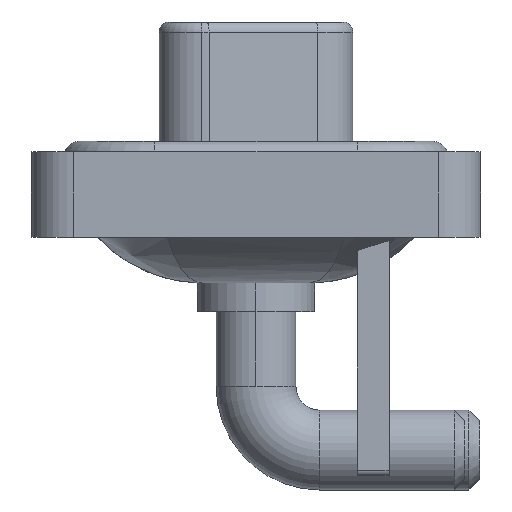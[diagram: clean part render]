
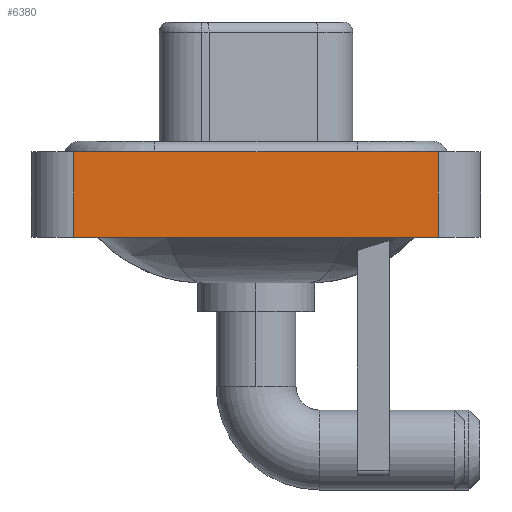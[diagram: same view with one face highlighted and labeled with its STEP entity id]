
A CAD part, left-side view. The second image highlights one B-rep face of the part: STEP entity #6380.
In plain terms, the highlighted planar face has unit normal (-1, 0, 0).
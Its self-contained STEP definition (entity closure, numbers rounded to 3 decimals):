
#765 = LINE ( 'NONE', #17823, #19517 ) ;
#2264 = DIRECTION ( 'NONE',  ( 0., -1., 0. ) ) ;
#2412 = VECTOR ( 'NONE', #12765, 1000. ) ;
#4327 = EDGE_CURVE ( 'NONE', #7796, #15903, #18104, .T. ) ;
#4330 = PLANE ( 'NONE',  #18617 ) ;
#5770 = FACE_OUTER_BOUND ( 'NONE', #12261, .T. ) ;
#5888 = VECTOR ( 'NONE', #12710, 1000. ) ;
#6380 = ADVANCED_FACE ( 'NONE', ( #5770 ), #4330, .T. ) ;
#6968 = CARTESIAN_POINT ( 'NONE',  ( -7.3, 8.55, -3.6 ) ) ;
#7299 = ORIENTED_EDGE ( 'NONE', *, *, #17020, .F. ) ;
#7796 = VERTEX_POINT ( 'NONE', #13037 ) ;
#8127 = CARTESIAN_POINT ( 'NONE',  ( -7.3, -8.55, -3.6 ) ) ;
#8865 = DIRECTION ( 'NONE',  ( 0., 0., 1. ) ) ;
#9062 = CARTESIAN_POINT ( 'NONE',  ( -7.3, -8.55, -3.6 ) ) ;
#9755 = CARTESIAN_POINT ( 'NONE',  ( -7.3, 8.55, -3.6 ) ) ;
#10490 = EDGE_CURVE ( 'NONE', #16468, #15903, #765, .T. ) ;
#10545 = DIRECTION ( 'NONE',  ( 0., 0., 1. ) ) ;
#12241 = ORIENTED_EDGE ( 'NONE', *, *, #19745, .T. ) ;
#12261 = EDGE_LOOP ( 'NONE', ( #14836, #19445, #7299, #12241 ) ) ;
#12710 = DIRECTION ( 'NONE',  ( 0., -1., 0. ) ) ;
#12765 = DIRECTION ( 'NONE',  ( 0., 0., 1. ) ) ;
#12791 = CARTESIAN_POINT ( 'NONE',  ( -7.3, 8.55, 0.4 ) ) ;
#13037 = CARTESIAN_POINT ( 'NONE',  ( -7.3, -8.55, -3.6 ) ) ;
#14247 = LINE ( 'NONE', #8127, #5888 ) ;
#14836 = ORIENTED_EDGE ( 'NONE', *, *, #4327, .T. ) ;
#14867 = VECTOR ( 'NONE', #8865, 1000. ) ;
#15903 = VERTEX_POINT ( 'NONE', #19854 ) ;
#15908 = LINE ( 'NONE', #6968, #2412 ) ;
#16116 = VERTEX_POINT ( 'NONE', #9755 ) ;
#16468 = VERTEX_POINT ( 'NONE', #12791 ) ;
#16628 = CARTESIAN_POINT ( 'NONE',  ( -7.3, -8.55, -3.6 ) ) ;
#17020 = EDGE_CURVE ( 'NONE', #16116, #16468, #15908, .T. ) ;
#17823 = CARTESIAN_POINT ( 'NONE',  ( -7.3, -8.55, 0.4 ) ) ;
#18104 = LINE ( 'NONE', #9062, #14867 ) ;
#18145 = DIRECTION ( 'NONE',  ( -1., 0., 0. ) ) ;
#18617 = AXIS2_PLACEMENT_3D ( 'NONE', #16628, #18145, #10545 ) ;
#19445 = ORIENTED_EDGE ( 'NONE', *, *, #10490, .F. ) ;
#19517 = VECTOR ( 'NONE', #2264, 1000. ) ;
#19745 = EDGE_CURVE ( 'NONE', #16116, #7796, #14247, .T. ) ;
#19854 = CARTESIAN_POINT ( 'NONE',  ( -7.3, -8.55, 0.4 ) ) ;
